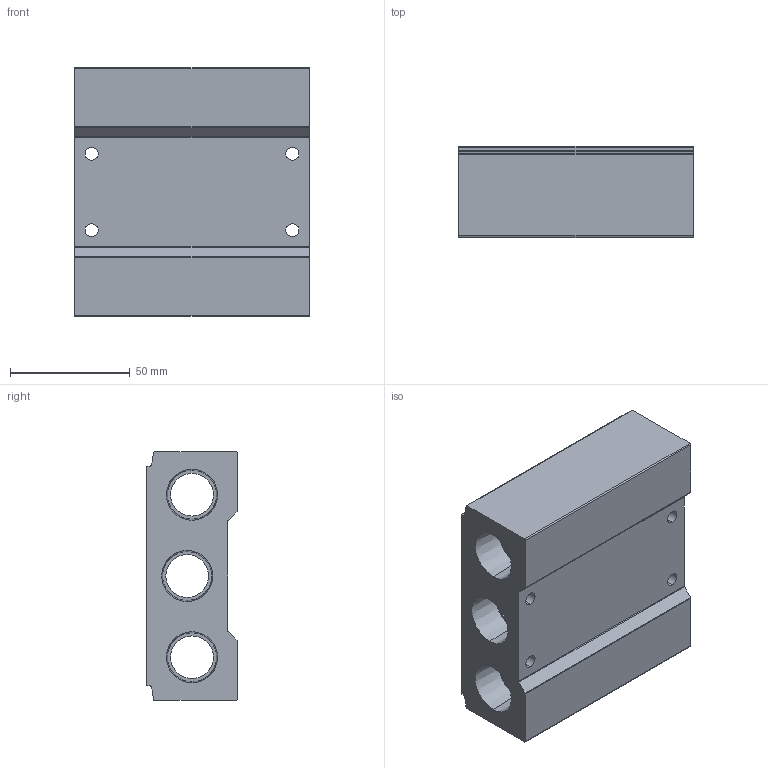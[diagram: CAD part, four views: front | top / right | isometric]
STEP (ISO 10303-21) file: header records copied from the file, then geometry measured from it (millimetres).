
FILE_DESCRIPTION (( 'STEP AP203' ), '1' );
FILE_NAME ('AM-542.step', '2015-11-10T16:23:36', ( '' ), ( '' ), 'SwSTEP 2.0', 'SolidWorks 2015', '' );
FILE_SCHEMA (( 'CONFIG_CONTROL_DESIGN' ));
Length unit declared in the file: millimetre
Products named in the file (1): AM-542
Bounding box: 98 x 38 x 104 mm (x, y, z)
Volume: 275430.5 mm3; surface area: 54617.4 mm2
Topology: 1 solids, 1 shells, 93 faces, 235 edges, 150 vertices
Faces by surface type: cylinder 45, plane 28, cone 20
Entity records: 2992 total; most frequent: CARTESIAN_POINT 571, DIRECTION 529, ORIENTED_EDGE 454, EDGE_CURVE 227, AXIS2_PLACEMENT_3D 212, VERTEX_POINT 150, EDGE_LOOP 125, CIRCLE 118
